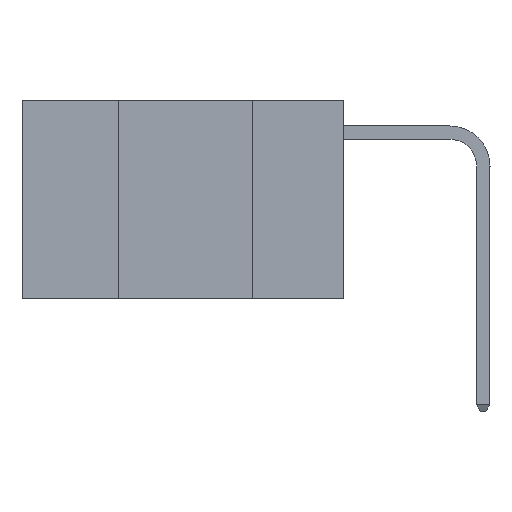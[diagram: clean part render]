
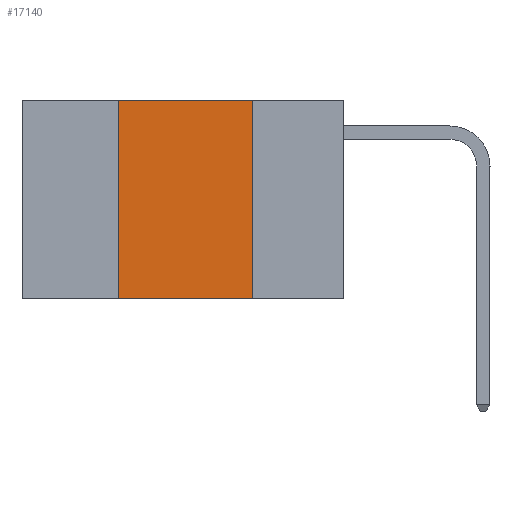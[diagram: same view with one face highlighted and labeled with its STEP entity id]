
A CAD part, left-side view. The second image highlights one B-rep face of the part: STEP entity #17140.
In plain terms, the highlighted planar face has unit normal (-1, 0, 0).
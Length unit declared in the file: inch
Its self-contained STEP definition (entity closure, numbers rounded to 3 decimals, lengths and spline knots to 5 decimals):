
#41 = CARTESIAN_POINT ( 'NONE',  ( 0., 0.17, 0. ) ) ;
#139 = CARTESIAN_POINT ( 'NONE',  ( 0., 0.17, -0.37 ) ) ;
#352 = LINE ( 'NONE', #14650, #14878 ) ;
#878 = VERTEX_POINT ( 'NONE', #1872 ) ;
#960 = VECTOR ( 'NONE', #15573, 39.37008 ) ;
#1872 = CARTESIAN_POINT ( 'NONE',  ( 0., 0.42, 0. ) ) ;
#2303 = EDGE_CURVE ( 'NONE', #878, #14989, #11540, .T. ) ;
#3178 = CARTESIAN_POINT ( 'NONE',  ( 0., 0.6, 0. ) ) ;
#4452 = LINE ( 'NONE', #41, #14726 ) ;
#4968 = EDGE_CURVE ( 'NONE', #14989, #8801, #4452, .T. ) ;
#5281 = ORIENTED_EDGE ( 'NONE', *, *, #2303, .F. ) ;
#5319 = DIRECTION ( 'NONE',  ( 0., -1., 0. ) ) ;
#6269 = DIRECTION ( 'NONE',  ( 0., 0., -1. ) ) ;
#7283 = EDGE_CURVE ( 'NONE', #13264, #8801, #352, .T. ) ;
#8801 = VERTEX_POINT ( 'NONE', #139 ) ;
#9408 = ORIENTED_EDGE ( 'NONE', *, *, #10001, .F. ) ;
#9753 = DIRECTION ( 'NONE',  ( 0., 0., 1. ) ) ;
#10001 = EDGE_CURVE ( 'NONE', #13264, #878, #12731, .T. ) ;
#10461 = ORIENTED_EDGE ( 'NONE', *, *, #7283, .T. ) ;
#10474 = CARTESIAN_POINT ( 'NONE',  ( 0., 0.17, 0. ) ) ;
#10479 = EDGE_LOOP ( 'NONE', ( #14714, #5281, #9408, #10461 ) ) ;
#11130 = CARTESIAN_POINT ( 'NONE',  ( 0., 0.42, 0. ) ) ;
#11540 = LINE ( 'NONE', #3178, #960 ) ;
#12539 = AXIS2_PLACEMENT_3D ( 'NONE', #14155, #14208, #6269 ) ;
#12731 = LINE ( 'NONE', #11130, #16198 ) ;
#12921 = PLANE ( 'NONE',  #12539 ) ;
#13264 = VERTEX_POINT ( 'NONE', #17134 ) ;
#14047 = FACE_OUTER_BOUND ( 'NONE', #10479, .T. ) ;
#14155 = CARTESIAN_POINT ( 'NONE',  ( 0., 0.6, 0. ) ) ;
#14208 = DIRECTION ( 'NONE',  ( 1., 0., 0. ) ) ;
#14650 = CARTESIAN_POINT ( 'NONE',  ( 0., 0.6, -0.37 ) ) ;
#14714 = ORIENTED_EDGE ( 'NONE', *, *, #4968, .F. ) ;
#14726 = VECTOR ( 'NONE', #16386, 39.37008 ) ;
#14878 = VECTOR ( 'NONE', #5319, 39.37008 ) ;
#14989 = VERTEX_POINT ( 'NONE', #10474 ) ;
#15573 = DIRECTION ( 'NONE',  ( 0., -1., 0. ) ) ;
#16198 = VECTOR ( 'NONE', #9753, 39.37008 ) ;
#16386 = DIRECTION ( 'NONE',  ( 0., 0., -1. ) ) ;
#17134 = CARTESIAN_POINT ( 'NONE',  ( 0., 0.42, -0.37 ) ) ;
#17140 = ADVANCED_FACE ( 'NONE', ( #14047 ), #12921, .F. ) ;
